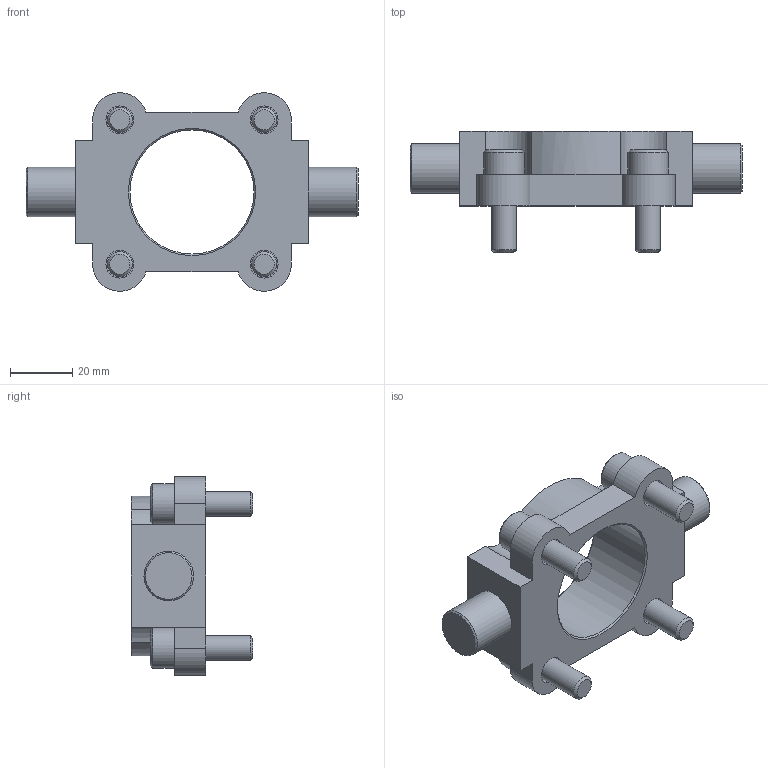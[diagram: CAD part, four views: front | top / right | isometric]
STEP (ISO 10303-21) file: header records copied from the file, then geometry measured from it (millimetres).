
FILE_DESCRIPTION(/* description */ ('STEP AP214'),/* implementation_level */ '2;1');
FILE_NAME(/* name */ '161854_CRZNG-50',/* time_stamp */ '2024-08-09T16:36:23+02:00',/* author */ ('License CC BY-ND 4.0'),/* organization */ ('CADENAS'),/* preprocessor_version */ 'ST-DEVELOPER v19.3',/* originating_system */ 'PARTsolutions',/* authorisation */ ' ');
FILE_SCHEMA (('AUTOMOTIVE_DESIGN {1 0 10303 214 3 1 1}'));
Length unit declared in the file: millimetre
Products named in the file (3): 161854 CRZNG-50; 161854 CRZNG-50---(S); DIN-912 - M8x25(F)
Assembly tree (5 placements, depth 2):
  161854 CRZNG-50
    161854 CRZNG-50---(S)
    DIN-912 - M8x25(F)  x4
Bounding box: 107 x 39 x 63.97 mm (x, y, z)
Volume: 62222 mm3; surface area: 21666 mm2
Topology: 5 solids, 5 shells, 153 faces, 318 edges, 181 vertices
Faces by surface type: plane 80, cone 48, cylinder 25
Full cylindrical faces by diameter (mm): 8 x4, 9 x4, 13 x4, 16 x2, 40 x1
Entity records: 1960 total; most frequent: DIRECTION 342, CARTESIAN_POINT 336, ORIENTED_EDGE 276, EDGE_CURVE 138, AXIS2_PLACEMENT_3D 135, FACE_BOUND 101, EDGE_LOOP 100, VERTEX_POINT 95
